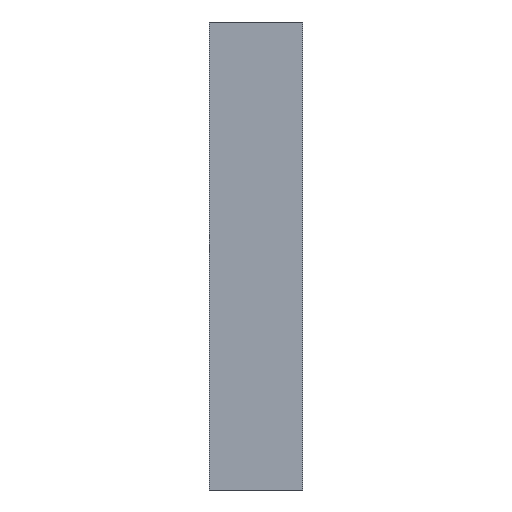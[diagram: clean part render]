
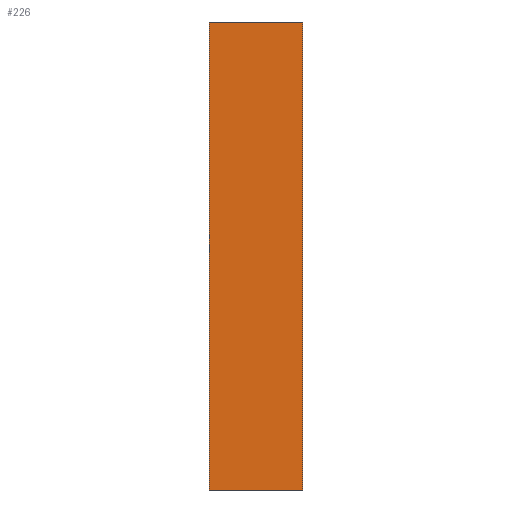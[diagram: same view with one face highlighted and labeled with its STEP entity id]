
A CAD part, left-side view. The second image highlights one B-rep face of the part: STEP entity #226.
In plain terms, the highlighted planar face has unit normal (-1, 0, 0).
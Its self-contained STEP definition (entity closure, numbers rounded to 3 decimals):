
#5 = VECTOR ( 'NONE', #10, 1000. ) ;
#10 = DIRECTION ( 'NONE',  ( 0., -1., 0. ) ) ;
#14 = DIRECTION ( 'NONE',  ( 0., 0., -1. ) ) ;
#18 = EDGE_CURVE ( 'NONE', #172, #20, #28, .T. ) ;
#20 = VERTEX_POINT ( 'NONE', #102 ) ;
#26 = CARTESIAN_POINT ( 'NONE',  ( 0., 3., -15. ) ) ;
#28 = LINE ( 'NONE', #26, #5 ) ;
#32 = CARTESIAN_POINT ( 'NONE',  ( 0., 0., 0. ) ) ;
#38 = DIRECTION ( 'NONE',  ( 0., 0., 1. ) ) ;
#43 = ORIENTED_EDGE ( 'NONE', *, *, #154, .T. ) ;
#53 = PLANE ( 'NONE',  #186 ) ;
#65 = VERTEX_POINT ( 'NONE', #206 ) ;
#70 = VECTOR ( 'NONE', #135, 1000. ) ;
#80 = EDGE_CURVE ( 'NONE', #172, #65, #110, .T. ) ;
#102 = CARTESIAN_POINT ( 'NONE',  ( 0., 0., -15. ) ) ;
#104 = CARTESIAN_POINT ( 'NONE',  ( 0., 3., -15. ) ) ;
#109 = VECTOR ( 'NONE', #38, 1000. ) ;
#110 = LINE ( 'NONE', #137, #70 ) ;
#135 = DIRECTION ( 'NONE',  ( 0., 0., 1. ) ) ;
#137 = CARTESIAN_POINT ( 'NONE',  ( 0., 3., 0. ) ) ;
#142 = DIRECTION ( 'NONE',  ( 1., 0., 0. ) ) ;
#143 = VECTOR ( 'NONE', #190, 1000. ) ;
#154 = EDGE_CURVE ( 'NONE', #20, #218, #167, .T. ) ;
#155 = CARTESIAN_POINT ( 'NONE',  ( 0., 3., 0. ) ) ;
#156 = LINE ( 'NONE', #155, #143 ) ;
#167 = LINE ( 'NONE', #32, #109 ) ;
#172 = VERTEX_POINT ( 'NONE', #104 ) ;
#179 = EDGE_LOOP ( 'NONE', ( #43, #223, #183, #235 ) ) ;
#183 = ORIENTED_EDGE ( 'NONE', *, *, #80, .F. ) ;
#186 = AXIS2_PLACEMENT_3D ( 'NONE', #192, #142, #14 ) ;
#190 = DIRECTION ( 'NONE',  ( 0., -1., 0. ) ) ;
#192 = CARTESIAN_POINT ( 'NONE',  ( 0., 3., 0. ) ) ;
#197 = EDGE_CURVE ( 'NONE', #65, #218, #156, .T. ) ;
#198 = FACE_OUTER_BOUND ( 'NONE', #179, .T. ) ;
#206 = CARTESIAN_POINT ( 'NONE',  ( 0., 3., 0. ) ) ;
#208 = CARTESIAN_POINT ( 'NONE',  ( 0., 0., 0. ) ) ;
#218 = VERTEX_POINT ( 'NONE', #208 ) ;
#223 = ORIENTED_EDGE ( 'NONE', *, *, #197, .F. ) ;
#226 = ADVANCED_FACE ( 'NONE', ( #198 ), #53, .F. ) ;
#235 = ORIENTED_EDGE ( 'NONE', *, *, #18, .T. ) ;
